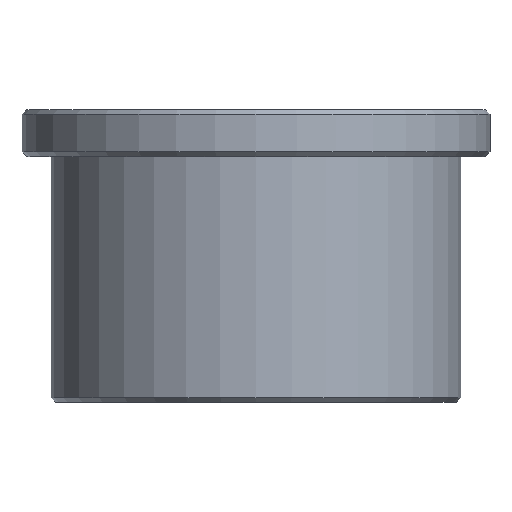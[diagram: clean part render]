
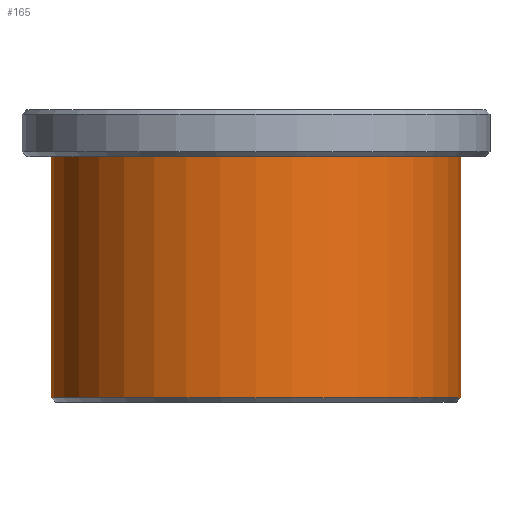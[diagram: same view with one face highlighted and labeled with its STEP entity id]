
A CAD part, front view. The second image highlights one B-rep face of the part: STEP entity #165.
In plain terms, the highlighted cylindrical face has radius 35 mm (diameter 70 mm), a full revolution.
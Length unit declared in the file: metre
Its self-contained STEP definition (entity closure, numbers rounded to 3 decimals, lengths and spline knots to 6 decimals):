
#165=ADVANCED_FACE('',(#204,#205),#206,.T.);
#204=FACE_OUTER_BOUND('',#819,.T.);
#205=FACE_OUTER_BOUND('',#820,.T.);
#206=CYLINDRICAL_SURFACE('',#821,0.035);
#819=EDGE_LOOP('',(#1469));
#820=EDGE_LOOP('',(#1470));
#821=AXIS2_PLACEMENT_3D('',#1471,#1472,#1473);
#1469=ORIENTED_EDGE('',*,*,#1509,.T.);
#1470=ORIENTED_EDGE('',*,*,#1508,.F.);
#1471=CARTESIAN_POINT('',(0.0,0.0,0.0));
#1472=DIRECTION('',(0.0,0.,-1.0));
#1473=DIRECTION('',(0.0,1.0,0.));
#1508=EDGE_CURVE('',#1547,#1547,#1548,.T.);
#1509=EDGE_CURVE('',#1549,#1549,#1550,.T.);
#1547=VERTEX_POINT('',#1693);
#1548=CIRCLE('',#1694,0.035);
#1549=VERTEX_POINT('',#1695);
#1550=CIRCLE('',#1696,0.035);
#1693=CARTESIAN_POINT('',(0.0,0.035,0.0008));
#1694=AXIS2_PLACEMENT_3D('',#1739,#1740,#1741);
#1695=CARTESIAN_POINT('',(0.0,0.035,0.042));
#1696=AXIS2_PLACEMENT_3D('',#1742,#1743,#1744);
#1739=CARTESIAN_POINT('',(0.0,0.0,0.0008));
#1740=DIRECTION('',(0.0,0.,-1.0));
#1741=DIRECTION('',(0.0,1.0,0.));
#1742=CARTESIAN_POINT('',(0.0,0.0,0.042));
#1743=DIRECTION('',(0.0,0.,-1.0));
#1744=DIRECTION('',(0.0,1.0,0.));
